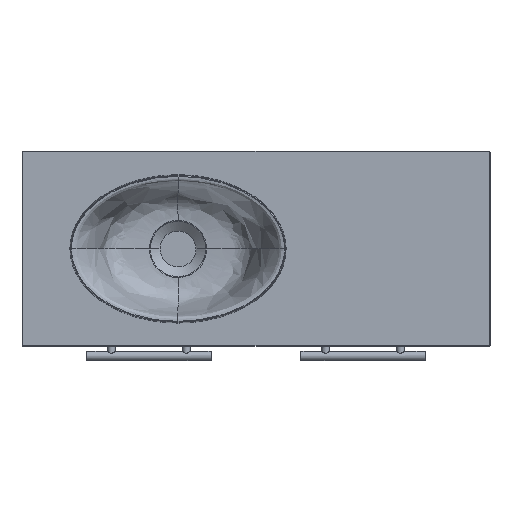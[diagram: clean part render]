
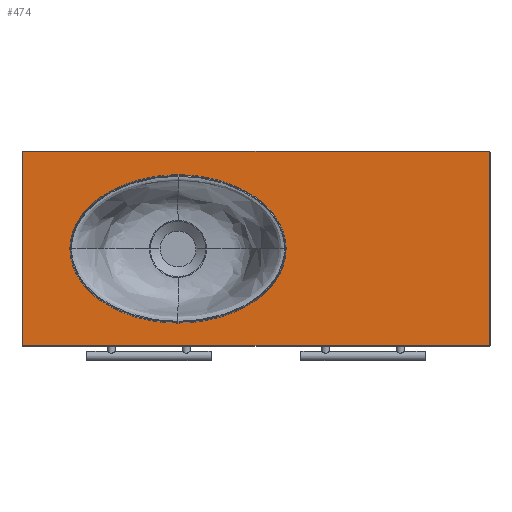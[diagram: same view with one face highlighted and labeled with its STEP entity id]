
A CAD part, top view. The second image highlights one B-rep face of the part: STEP entity #474.
In plain terms, the highlighted face is planar.
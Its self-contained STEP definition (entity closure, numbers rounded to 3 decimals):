
#60=(
BOUNDED_CURVE()
B_SPLINE_CURVE(3,(#33203,#33204,#33205,#33206),.UNSPECIFIED.,.F.,.F.)
B_SPLINE_CURVE_WITH_KNOTS((4,4),(0.,1.),.UNSPECIFIED.)
CURVE()
GEOMETRIC_REPRESENTATION_ITEM()
RATIONAL_B_SPLINE_CURVE((1.,0.333,0.333,1.))
REPRESENTATION_ITEM('')
);
#62=(
BOUNDED_CURVE()
B_SPLINE_CURVE(3,(#33259,#33260,#33261,#33262),.UNSPECIFIED.,.F.,.F.)
B_SPLINE_CURVE_WITH_KNOTS((4,4),(-1.,0.),.UNSPECIFIED.)
CURVE()
GEOMETRIC_REPRESENTATION_ITEM()
RATIONAL_B_SPLINE_CURVE((1.,0.333,0.333,1.))
REPRESENTATION_ITEM('')
);
#329=FACE_BOUND('',#799,.T.);
#474=ADVANCED_FACE('',(#634,#329),#2407,.T.);
#634=FACE_OUTER_BOUND('',#798,.T.);
#798=EDGE_LOOP('',(#1429,#1430,#1431,#1432));
#799=EDGE_LOOP('',(#1433,#1434));
#1429=ORIENTED_EDGE('',*,*,#1815,.T.);
#1430=ORIENTED_EDGE('',*,*,#1813,.T.);
#1431=ORIENTED_EDGE('',*,*,#1814,.T.);
#1432=ORIENTED_EDGE('',*,*,#1809,.F.);
#1433=ORIENTED_EDGE('',*,*,#1793,.F.);
#1434=ORIENTED_EDGE('',*,*,#1819,.T.);
#1793=EDGE_CURVE('',#2305,#2306,#60,.T.);
#1809=EDGE_CURVE('',#2321,#2322,#2113,.T.);
#1813=EDGE_CURVE('',#2325,#2326,#2117,.T.);
#1814=EDGE_CURVE('',#2326,#2322,#2118,.T.);
#1815=EDGE_CURVE('',#2321,#2325,#2119,.T.);
#1819=EDGE_CURVE('',#2305,#2306,#62,.T.);
#2113=B_SPLINE_CURVE_WITH_KNOTS('',1,(#33239,#33240),.UNSPECIFIED.,.F.,
 .F.,(2,2),(0.,598.),.UNSPECIFIED.);
#2117=B_SPLINE_CURVE_WITH_KNOTS('',1,(#33247,#33248),.UNSPECIFIED.,.F.,
 .F.,(2,2),(0.,598.),.UNSPECIFIED.);
#2118=B_SPLINE_CURVE_WITH_KNOTS('',1,(#33249,#33250),.UNSPECIFIED.,.F.,
 .F.,(2,2),(0.,249.),.UNSPECIFIED.);
#2119=B_SPLINE_CURVE_WITH_KNOTS('',1,(#33251,#33252),.UNSPECIFIED.,.F.,
 .F.,(2,2),(0.,249.),.UNSPECIFIED.);
#2305=VERTEX_POINT('',#33179);
#2306=VERTEX_POINT('',#33180);
#2321=VERTEX_POINT('',#33195);
#2322=VERTEX_POINT('',#33196);
#2325=VERTEX_POINT('',#33199);
#2326=VERTEX_POINT('',#33200);
#2407=PLANE('',#2714);
#2714=AXIS2_PLACEMENT_3D('',#32979,#2855,$);
#2855=DIRECTION('',(0.,1.,0.));
#32979=CARTESIAN_POINT('',(-358.8,20.,-216.));
#33179=CARTESIAN_POINT('',(35.,20.,0.));
#33180=CARTESIAN_POINT('',(-235.,20.,0.));
#33195=CARTESIAN_POINT('',(-299.,20.,-125.));
#33196=CARTESIAN_POINT('',(299.,20.,-125.));
#33199=CARTESIAN_POINT('',(-299.,20.,124.));
#33200=CARTESIAN_POINT('',(299.,20.,124.));
#33203=CARTESIAN_POINT('',(35.,20.,0.));
#33204=CARTESIAN_POINT('',(35.,20.,-180.));
#33205=CARTESIAN_POINT('',(-235.,20.,-180.));
#33206=CARTESIAN_POINT('',(-235.,20.,0.));
#33239=CARTESIAN_POINT('',(-299.,20.,-125.));
#33240=CARTESIAN_POINT('',(299.,20.,-125.));
#33247=CARTESIAN_POINT('',(-299.,20.,124.));
#33248=CARTESIAN_POINT('',(299.,20.,124.));
#33249=CARTESIAN_POINT('',(299.,20.,124.));
#33250=CARTESIAN_POINT('',(299.,20.,-125.));
#33251=CARTESIAN_POINT('',(-299.,20.,-125.));
#33252=CARTESIAN_POINT('',(-299.,20.,124.));
#33259=CARTESIAN_POINT('',(35.,20.,0.));
#33260=CARTESIAN_POINT('',(35.,20.,180.));
#33261=CARTESIAN_POINT('',(-235.,20.,180.));
#33262=CARTESIAN_POINT('',(-235.,20.,0.));
